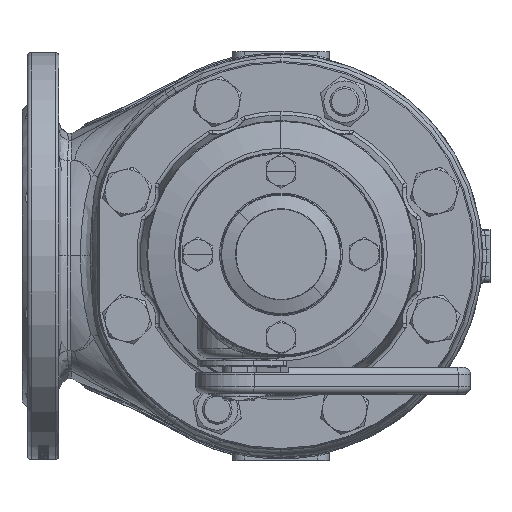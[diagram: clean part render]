
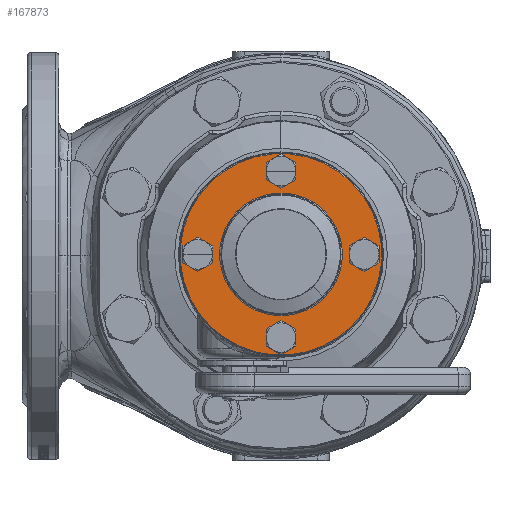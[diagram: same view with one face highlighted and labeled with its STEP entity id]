
A CAD part, top view. The second image highlights one B-rep face of the part: STEP entity #167873.
In plain terms, the highlighted planar face has unit normal (0, 0, 1).
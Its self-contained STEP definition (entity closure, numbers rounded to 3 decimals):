
#166857=CARTESIAN_POINT('',(38.537,-38.537,503.85));
#166858=VERTEX_POINT('',#166857);
#166859=CARTESIAN_POINT('',(-38.537,38.537,503.85));
#166860=VERTEX_POINT('',#166859);
#166861=CARTESIAN_POINT('',(0.,0.,503.85));
#166862=DIRECTION('',(-0.,-0.,1.));
#166863=DIRECTION('',(-0.707,0.707,0.));
#166864=AXIS2_PLACEMENT_3D('',#166861,#166862,#166863);
#166865=CIRCLE('',#166864,54.5);
#166866=EDGE_CURVE('NONE',#166858,#166860,#166865,.T.);
#166952=CARTESIAN_POINT('',(-3.889,-41.111,503.85));
#166953=VERTEX_POINT('',#166952);
#166960=CARTESIAN_POINT('',(3.889,-48.889,503.85));
#166961=VERTEX_POINT('',#166960);
#166962=CARTESIAN_POINT('',(0.,-45.,503.85));
#166963=DIRECTION('',(0.,0.,1.));
#166964=DIRECTION('',(0.707,-0.707,0.));
#166965=AXIS2_PLACEMENT_3D('',#166962,#166963,#166964);
#166966=CIRCLE('',#166965,5.5);
#166967=EDGE_CURVE('NONE',#166953,#166961,#166966,.T.);
#166994=CARTESIAN_POINT('',(41.111,3.889,503.85));
#166995=VERTEX_POINT('',#166994);
#167002=CARTESIAN_POINT('',(48.889,-3.889,503.85));
#167003=VERTEX_POINT('',#167002);
#167004=CARTESIAN_POINT('',(45.,0.,503.85));
#167005=DIRECTION('',(0.,0.,1.));
#167006=DIRECTION('',(0.707,-0.707,0.));
#167007=AXIS2_PLACEMENT_3D('',#167004,#167005,#167006);
#167008=CIRCLE('',#167007,5.5);
#167009=EDGE_CURVE('NONE',#166995,#167003,#167008,.T.);
#167036=CARTESIAN_POINT('',(-3.889,48.889,503.85));
#167037=VERTEX_POINT('',#167036);
#167044=CARTESIAN_POINT('',(3.889,41.111,503.85));
#167045=VERTEX_POINT('',#167044);
#167046=CARTESIAN_POINT('',(0.,45.,503.85));
#167047=DIRECTION('',(0.,0.,1.));
#167048=DIRECTION('',(0.707,-0.707,0.));
#167049=AXIS2_PLACEMENT_3D('',#167046,#167047,#167048);
#167050=CIRCLE('',#167049,5.5);
#167051=EDGE_CURVE('NONE',#167037,#167045,#167050,.T.);
#167078=CARTESIAN_POINT('',(-48.889,3.889,503.85));
#167079=VERTEX_POINT('',#167078);
#167086=CARTESIAN_POINT('',(-41.111,-3.889,503.85));
#167087=VERTEX_POINT('',#167086);
#167088=CARTESIAN_POINT('',(-45.,0.,503.85));
#167089=DIRECTION('',(0.,0.,1.));
#167090=DIRECTION('',(0.707,-0.707,0.));
#167091=AXIS2_PLACEMENT_3D('',#167088,#167089,#167090);
#167092=CIRCLE('',#167091,5.5);
#167093=EDGE_CURVE('NONE',#167079,#167087,#167092,.T.);
#167151=CARTESIAN_POINT('',(23.476,-23.476,503.85));
#167152=VERTEX_POINT('',#167151);
#167153=CARTESIAN_POINT('',(-23.476,23.476,503.85));
#167154=VERTEX_POINT('',#167153);
#167155=CARTESIAN_POINT('',(0.,0.,503.85));
#167156=DIRECTION('',(0.,0.,-1.));
#167157=DIRECTION('',(-0.707,0.707,0.));
#167158=AXIS2_PLACEMENT_3D('',#167155,#167156,#167157);
#167159=CIRCLE('',#167158,33.2);
#167160=EDGE_CURVE('NONE',#167152,#167154,#167159,.T.);
#167808=CARTESIAN_POINT('',(-38.891,-38.891,503.85));
#167809=DIRECTION('',(0.,0.,-1.));
#167810=DIRECTION('',(-0.707,0.707,0.));
#167811=AXIS2_PLACEMENT_3D('',#167808,#167809,#167810);
#167812=PLANE('',#167811);
#167813=CARTESIAN_POINT('',(0.,0.,503.85));
#167814=DIRECTION('',(-0.,-0.,1.));
#167815=DIRECTION('',(-0.707,0.707,0.));
#167816=AXIS2_PLACEMENT_3D('',#167813,#167814,#167815);
#167817=CIRCLE('',#167816,54.5);
#167818=EDGE_CURVE('NONE',#166860,#166858,#167817,.T.);
#167819=ORIENTED_EDGE('',*,*,#167818,.T.);
#167820=ORIENTED_EDGE('',*,*,#166866,.T.);
#167821=EDGE_LOOP('',(#167819,#167820));
#167822=FACE_BOUND('',#167821,.T.);
#167823=CARTESIAN_POINT('',(0.,-45.,503.85));
#167824=DIRECTION('',(0.,0.,1.));
#167825=DIRECTION('',(0.707,-0.707,0.));
#167826=AXIS2_PLACEMENT_3D('',#167823,#167824,#167825);
#167827=CIRCLE('',#167826,5.5);
#167828=EDGE_CURVE('NONE',#166961,#166953,#167827,.T.);
#167829=ORIENTED_EDGE('',*,*,#167828,.F.);
#167830=ORIENTED_EDGE('',*,*,#166967,.F.);
#167831=EDGE_LOOP('',(#167829,#167830));
#167832=FACE_BOUND('',#167831,.T.);
#167833=CARTESIAN_POINT('',(45.,0.,503.85));
#167834=DIRECTION('',(0.,0.,1.));
#167835=DIRECTION('',(0.707,-0.707,0.));
#167836=AXIS2_PLACEMENT_3D('',#167833,#167834,#167835);
#167837=CIRCLE('',#167836,5.5);
#167838=EDGE_CURVE('NONE',#167003,#166995,#167837,.T.);
#167839=ORIENTED_EDGE('',*,*,#167838,.F.);
#167840=ORIENTED_EDGE('',*,*,#167009,.F.);
#167841=EDGE_LOOP('',(#167839,#167840));
#167842=FACE_BOUND('',#167841,.T.);
#167843=CARTESIAN_POINT('',(0.,45.,503.85));
#167844=DIRECTION('',(0.,0.,1.));
#167845=DIRECTION('',(0.707,-0.707,0.));
#167846=AXIS2_PLACEMENT_3D('',#167843,#167844,#167845);
#167847=CIRCLE('',#167846,5.5);
#167848=EDGE_CURVE('NONE',#167045,#167037,#167847,.T.);
#167849=ORIENTED_EDGE('',*,*,#167848,.F.);
#167850=ORIENTED_EDGE('',*,*,#167051,.F.);
#167851=EDGE_LOOP('',(#167849,#167850));
#167852=FACE_BOUND('',#167851,.T.);
#167853=CARTESIAN_POINT('',(-45.,0.,503.85));
#167854=DIRECTION('',(0.,0.,1.));
#167855=DIRECTION('',(0.707,-0.707,0.));
#167856=AXIS2_PLACEMENT_3D('',#167853,#167854,#167855);
#167857=CIRCLE('',#167856,5.5);
#167858=EDGE_CURVE('NONE',#167087,#167079,#167857,.T.);
#167859=ORIENTED_EDGE('',*,*,#167858,.F.);
#167860=ORIENTED_EDGE('',*,*,#167093,.F.);
#167861=EDGE_LOOP('',(#167859,#167860));
#167862=FACE_BOUND('',#167861,.T.);
#167863=CARTESIAN_POINT('',(0.,0.,503.85));
#167864=DIRECTION('',(0.,0.,-1.));
#167865=DIRECTION('',(-0.707,0.707,0.));
#167866=AXIS2_PLACEMENT_3D('',#167863,#167864,#167865);
#167867=CIRCLE('',#167866,33.2);
#167868=EDGE_CURVE('NONE',#167154,#167152,#167867,.T.);
#167869=ORIENTED_EDGE('',*,*,#167868,.T.);
#167870=ORIENTED_EDGE('',*,*,#167160,.T.);
#167871=EDGE_LOOP('',(#167869,#167870));
#167872=FACE_BOUND('',#167871,.T.);
#167873=ADVANCED_FACE('NONE',(#167822,#167832,#167842,#167852,#167862,#167872),#167812,.F.);
